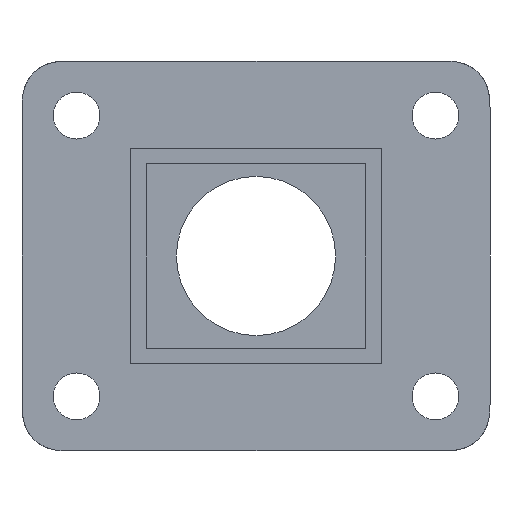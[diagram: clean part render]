
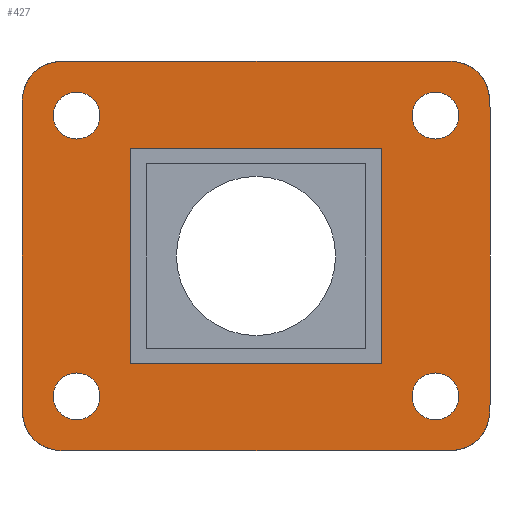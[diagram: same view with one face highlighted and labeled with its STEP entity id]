
A CAD part, front view. The second image highlights one B-rep face of the part: STEP entity #427.
In plain terms, the highlighted planar face has unit normal (0, -1, 0).
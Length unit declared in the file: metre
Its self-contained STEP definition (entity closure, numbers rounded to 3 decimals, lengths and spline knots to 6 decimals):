
#21=B_SPLINE_CURVE_WITH_KNOTS('',3,(#601,#602,#603,#604,#605,#606,#607,
#608,#609,#610,#611,#612,#613,#614,#615,#616),.UNSPECIFIED.,.F.,.F.,(4,
1,1,1,1,1,1,1,1,1,1,1,1,4),(0.,0.0625,0.125,0.15625,0.1875,0.25,0.375,0.5,
0.625,0.75,0.78125,0.8125,0.875,1.),.UNSPECIFIED.);
#22=B_SPLINE_CURVE_WITH_KNOTS('',3,(#620,#621,#622,#623,#624,#625,#626,
#627,#628,#629,#630,#631,#632,#633,#634,#635),.UNSPECIFIED.,.F.,.F.,(4,
1,1,1,1,1,1,1,1,1,1,1,1,4),(0.,0.0625,0.125,0.15625,0.1875,0.25,0.375,0.5,
0.625,0.75,0.78125,0.8125,0.875,1.),.UNSPECIFIED.);
#23=B_SPLINE_CURVE_WITH_KNOTS('',3,(#639,#640,#641,#642,#643,#644,#645,
#646,#647,#648,#649,#650,#651,#652,#653,#654),.UNSPECIFIED.,.F.,.F.,(4,
1,1,1,1,1,1,1,1,1,1,1,1,4),(0.,0.0625,0.125,0.15625,0.1875,0.25,0.375,0.5,
0.625,0.75,0.78125,0.8125,0.875,1.),.UNSPECIFIED.);
#24=B_SPLINE_CURVE_WITH_KNOTS('',3,(#658,#659,#660,#661,#662,#663,#664,
#665,#666,#667,#668,#669,#670,#671,#672,#673),.UNSPECIFIED.,.F.,.F.,(4,
1,1,1,1,1,1,1,1,1,1,1,1,4),(0.,0.0625,0.125,0.15625,0.1875,0.25,0.375,0.5,
0.625,0.75,0.78125,0.8125,0.875,1.),.UNSPECIFIED.);
#37=LINE('',#598,#69);
#38=LINE('',#618,#70);
#39=LINE('',#637,#71);
#40=LINE('',#656,#72);
#41=LINE('',#674,#73);
#42=LINE('',#677,#74);
#43=LINE('',#679,#75);
#44=LINE('',#681,#76);
#69=VECTOR('',#504,1.);
#70=VECTOR('',#505,1.);
#71=VECTOR('',#506,1.);
#72=VECTOR('',#507,1.);
#73=VECTOR('',#508,1.);
#74=VECTOR('',#509,1.);
#75=VECTOR('',#510,1.);
#76=VECTOR('',#511,1.);
#101=ORIENTED_EDGE('',*,*,#217,.T.);
#102=ORIENTED_EDGE('',*,*,#218,.T.);
#103=ORIENTED_EDGE('',*,*,#219,.T.);
#104=ORIENTED_EDGE('',*,*,#220,.T.);
#105=ORIENTED_EDGE('',*,*,#221,.F.);
#106=ORIENTED_EDGE('',*,*,#222,.T.);
#107=ORIENTED_EDGE('',*,*,#223,.F.);
#108=ORIENTED_EDGE('',*,*,#224,.T.);
#109=ORIENTED_EDGE('',*,*,#225,.T.);
#110=ORIENTED_EDGE('',*,*,#226,.T.);
#111=ORIENTED_EDGE('',*,*,#227,.F.);
#112=ORIENTED_EDGE('',*,*,#228,.F.);
#113=ORIENTED_EDGE('',*,*,#229,.T.);
#114=ORIENTED_EDGE('',*,*,#230,.T.);
#115=ORIENTED_EDGE('',*,*,#231,.F.);
#116=ORIENTED_EDGE('',*,*,#232,.F.);
#217=EDGE_CURVE('',#275,#275,#317,.T.);
#218=EDGE_CURVE('',#276,#276,#318,.T.);
#219=EDGE_CURVE('',#277,#278,#37,.T.);
#220=EDGE_CURVE('',#278,#279,#21,.T.);
#221=EDGE_CURVE('',#280,#279,#38,.T.);
#222=EDGE_CURVE('',#280,#281,#22,.T.);
#223=EDGE_CURVE('',#282,#281,#39,.T.);
#224=EDGE_CURVE('',#282,#283,#23,.T.);
#225=EDGE_CURVE('',#283,#284,#40,.T.);
#226=EDGE_CURVE('',#284,#277,#24,.T.);
#227=EDGE_CURVE('',#285,#286,#41,.T.);
#228=EDGE_CURVE('',#287,#285,#42,.T.);
#229=EDGE_CURVE('',#287,#288,#43,.T.);
#230=EDGE_CURVE('',#288,#286,#44,.T.);
#231=EDGE_CURVE('',#289,#289,#319,.F.);
#232=EDGE_CURVE('',#290,#290,#320,.F.);
#275=VERTEX_POINT('',#595);
#276=VERTEX_POINT('',#597);
#277=VERTEX_POINT('',#599);
#278=VERTEX_POINT('',#600);
#279=VERTEX_POINT('',#617);
#280=VERTEX_POINT('',#619);
#281=VERTEX_POINT('',#636);
#282=VERTEX_POINT('',#638);
#283=VERTEX_POINT('',#655);
#284=VERTEX_POINT('',#657);
#285=VERTEX_POINT('',#675);
#286=VERTEX_POINT('',#676);
#287=VERTEX_POINT('',#678);
#288=VERTEX_POINT('',#680);
#289=VERTEX_POINT('',#683);
#290=VERTEX_POINT('',#685);
#317=CIRCLE('',#466,0.0015);
#318=CIRCLE('',#467,0.0015);
#319=CIRCLE('',#468,0.0015);
#320=CIRCLE('',#469,0.0015);
#327=EDGE_LOOP('',(#101));
#328=EDGE_LOOP('',(#102));
#329=EDGE_LOOP('',(#103,#104,#105,#106,#107,#108,#109,#110));
#330=EDGE_LOOP('',(#111,#112,#113,#114));
#331=EDGE_LOOP('',(#115));
#332=EDGE_LOOP('',(#116));
#369=FACE_BOUND('',#327,.T.);
#370=FACE_BOUND('',#328,.T.);
#371=FACE_BOUND('',#329,.T.);
#372=FACE_BOUND('',#330,.T.);
#373=FACE_BOUND('',#331,.T.);
#374=FACE_BOUND('',#332,.T.);
#411=PLANE('',#465);
#427=ADVANCED_FACE('',(#369,#370,#371,#372,#373,#374),#411,.F.);
#465=AXIS2_PLACEMENT_3D('',#593,#498,#499);
#466=AXIS2_PLACEMENT_3D('',#594,#500,#501);
#467=AXIS2_PLACEMENT_3D('',#596,#502,#503);
#468=AXIS2_PLACEMENT_3D('',#682,#512,#513);
#469=AXIS2_PLACEMENT_3D('',#684,#514,#515);
#498=DIRECTION('',(0.,1.,0.));
#499=DIRECTION('',(-1.,0.,0.));
#500=DIRECTION('',(0.,1.,0.));
#501=DIRECTION('',(0.,0.,1.));
#502=DIRECTION('',(0.,1.,0.));
#503=DIRECTION('',(0.,0.,1.));
#504=DIRECTION('',(-1.,0.,0.));
#505=DIRECTION('',(0.,0.,1.));
#506=DIRECTION('',(-1.,0.,0.));
#507=DIRECTION('',(0.,0.,1.));
#508=DIRECTION('',(0.,0.,1.));
#509=DIRECTION('',(1.,0.,0.));
#510=DIRECTION('',(0.,0.,1.));
#511=DIRECTION('',(1.,0.,0.));
#512=DIRECTION('',(0.,1.,0.));
#513=DIRECTION('',(0.,0.,1.));
#514=DIRECTION('',(0.,1.,0.));
#515=DIRECTION('',(0.,0.,1.));
#593=CARTESIAN_POINT('',(0.,0.15,0.043));
#594=CARTESIAN_POINT('',(-0.15115,0.15,0.0551));
#595=CARTESIAN_POINT('',(-0.15115,0.15,0.0566));
#596=CARTESIAN_POINT('',(-0.12815,0.15,0.0731));
#597=CARTESIAN_POINT('',(-0.12815,0.15,0.0746));
#598=CARTESIAN_POINT('',(-0.13965,0.15,0.0766));
#599=CARTESIAN_POINT('',(-0.12765,0.15,0.0766));
#600=CARTESIAN_POINT('',(-0.15165,0.15,0.0766));
#601=CARTESIAN_POINT('',(-0.15165,0.15,0.0766));
#602=CARTESIAN_POINT('',(-0.151777,0.15,0.0766));
#603=CARTESIAN_POINT('',(-0.15201,0.15,0.076596));
#604=CARTESIAN_POINT('',(-0.152232,0.15,0.076581));
#605=CARTESIAN_POINT('',(-0.152401,0.15,0.07656));
#606=CARTESIAN_POINT('',(-0.152612,0.15,0.076523));
#607=CARTESIAN_POINT('',(-0.152942,0.15,0.076441));
#608=CARTESIAN_POINT('',(-0.153443,0.15,0.076233));
#609=CARTESIAN_POINT('',(-0.153919,0.15,0.075869));
#610=CARTESIAN_POINT('',(-0.154281,0.15,0.075388));
#611=CARTESIAN_POINT('',(-0.154458,0.15,0.074986));
#612=CARTESIAN_POINT('',(-0.154549,0.15,0.074657));
#613=CARTESIAN_POINT('',(-0.154584,0.15,0.074503));
#614=CARTESIAN_POINT('',(-0.154634,0.15,0.074182));
#615=CARTESIAN_POINT('',(-0.15465,0.15,0.07385));
#616=CARTESIAN_POINT('',(-0.15465,0.15,0.0736));
#617=CARTESIAN_POINT('',(-0.15465,0.15,0.0736));
#618=CARTESIAN_POINT('',(-0.15465,0.15,0.0641));
#619=CARTESIAN_POINT('',(-0.15465,0.15,0.0546));
#620=CARTESIAN_POINT('',(-0.15465,0.15,0.0546));
#621=CARTESIAN_POINT('',(-0.15465,0.15,0.054473));
#622=CARTESIAN_POINT('',(-0.154646,0.15,0.05424));
#623=CARTESIAN_POINT('',(-0.154631,0.15,0.054018));
#624=CARTESIAN_POINT('',(-0.15461,0.15,0.053849));
#625=CARTESIAN_POINT('',(-0.154573,0.15,0.053638));
#626=CARTESIAN_POINT('',(-0.154491,0.15,0.053308));
#627=CARTESIAN_POINT('',(-0.154283,0.15,0.052807));
#628=CARTESIAN_POINT('',(-0.153919,0.15,0.052331));
#629=CARTESIAN_POINT('',(-0.153438,0.15,0.051969));
#630=CARTESIAN_POINT('',(-0.153036,0.15,0.051792));
#631=CARTESIAN_POINT('',(-0.152707,0.15,0.051701));
#632=CARTESIAN_POINT('',(-0.152553,0.15,0.051666));
#633=CARTESIAN_POINT('',(-0.152232,0.15,0.051616));
#634=CARTESIAN_POINT('',(-0.1519,0.15,0.0516));
#635=CARTESIAN_POINT('',(-0.15165,0.15,0.0516));
#636=CARTESIAN_POINT('',(-0.15165,0.15,0.0516));
#637=CARTESIAN_POINT('',(-0.13965,0.15,0.0516));
#638=CARTESIAN_POINT('',(-0.12765,0.15,0.0516));
#639=CARTESIAN_POINT('',(-0.12765,0.15,0.0516));
#640=CARTESIAN_POINT('',(-0.127523,0.15,0.0516));
#641=CARTESIAN_POINT('',(-0.12729,0.15,0.051604));
#642=CARTESIAN_POINT('',(-0.127068,0.15,0.051619));
#643=CARTESIAN_POINT('',(-0.126899,0.15,0.05164));
#644=CARTESIAN_POINT('',(-0.126688,0.15,0.051677));
#645=CARTESIAN_POINT('',(-0.126358,0.15,0.051759));
#646=CARTESIAN_POINT('',(-0.125857,0.15,0.051967));
#647=CARTESIAN_POINT('',(-0.125381,0.15,0.052331));
#648=CARTESIAN_POINT('',(-0.125019,0.15,0.052812));
#649=CARTESIAN_POINT('',(-0.124842,0.15,0.053214));
#650=CARTESIAN_POINT('',(-0.124751,0.15,0.053543));
#651=CARTESIAN_POINT('',(-0.124716,0.15,0.053697));
#652=CARTESIAN_POINT('',(-0.124666,0.15,0.054018));
#653=CARTESIAN_POINT('',(-0.12465,0.15,0.05435));
#654=CARTESIAN_POINT('',(-0.12465,0.15,0.0546));
#655=CARTESIAN_POINT('',(-0.12465,0.15,0.0546));
#656=CARTESIAN_POINT('',(-0.12465,0.15,0.0641));
#657=CARTESIAN_POINT('',(-0.12465,0.15,0.0736));
#658=CARTESIAN_POINT('',(-0.12465,0.15,0.0736));
#659=CARTESIAN_POINT('',(-0.12465,0.15,0.073727));
#660=CARTESIAN_POINT('',(-0.124654,0.15,0.07396));
#661=CARTESIAN_POINT('',(-0.124669,0.15,0.074182));
#662=CARTESIAN_POINT('',(-0.12469,0.15,0.074351));
#663=CARTESIAN_POINT('',(-0.124727,0.15,0.074562));
#664=CARTESIAN_POINT('',(-0.124809,0.15,0.074892));
#665=CARTESIAN_POINT('',(-0.125017,0.15,0.075393));
#666=CARTESIAN_POINT('',(-0.125381,0.15,0.075869));
#667=CARTESIAN_POINT('',(-0.125862,0.15,0.076231));
#668=CARTESIAN_POINT('',(-0.126264,0.15,0.076408));
#669=CARTESIAN_POINT('',(-0.126593,0.15,0.076499));
#670=CARTESIAN_POINT('',(-0.126747,0.15,0.076534));
#671=CARTESIAN_POINT('',(-0.127068,0.15,0.076584));
#672=CARTESIAN_POINT('',(-0.1274,0.15,0.0766));
#673=CARTESIAN_POINT('',(-0.12765,0.15,0.0766));
#674=CARTESIAN_POINT('',(-0.1316,0.15,0.043));
#675=CARTESIAN_POINT('',(-0.1316,0.15,0.0572));
#676=CARTESIAN_POINT('',(-0.1316,0.15,0.071));
#677=CARTESIAN_POINT('',(0.,0.15,0.0572));
#678=CARTESIAN_POINT('',(-0.1477,0.15,0.0572));
#679=CARTESIAN_POINT('',(-0.1477,0.15,0.043));
#680=CARTESIAN_POINT('',(-0.1477,0.15,0.071));
#681=CARTESIAN_POINT('',(0.,0.15,0.071));
#682=CARTESIAN_POINT('',(-0.15115,0.15,0.0731));
#683=CARTESIAN_POINT('',(-0.15115,0.15,0.0746));
#684=CARTESIAN_POINT('',(-0.12815,0.15,0.0551));
#685=CARTESIAN_POINT('',(-0.12815,0.15,0.0566));
